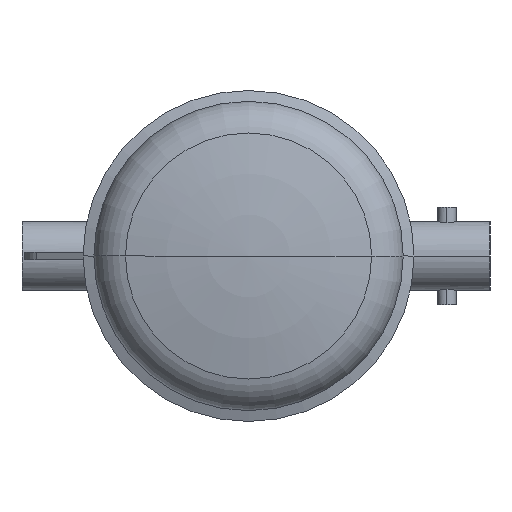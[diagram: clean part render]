
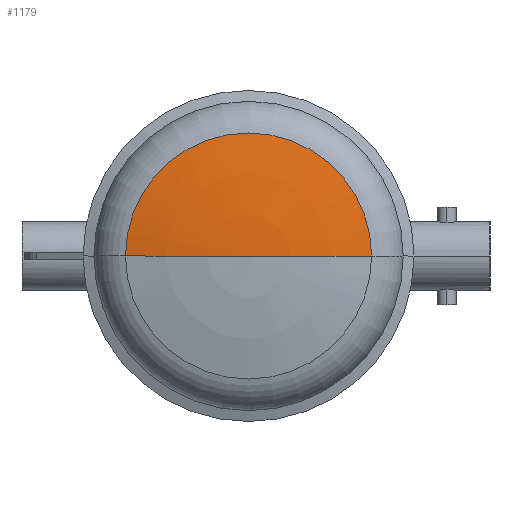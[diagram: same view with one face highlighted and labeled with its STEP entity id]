
A CAD part, left-side view. The second image highlights one B-rep face of the part: STEP entity #1179.
In plain terms, the highlighted toroidal (fillet/blend) face has major radius 0 mm and minor radius 508 mm.
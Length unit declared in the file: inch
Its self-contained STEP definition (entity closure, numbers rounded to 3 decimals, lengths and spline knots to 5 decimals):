
#245 = DIRECTION ( 'NONE',  ( -1., 0., 0. ) ) ;
#420 = DIRECTION ( 'NONE',  ( 0., 0., 1. ) ) ;
#961 = ORIENTED_EDGE ( 'NONE', *, *, #1773, .F. ) ;
#1179 = ADVANCED_FACE ( 'NONE', ( #2428 ), #5615, .T. ) ;
#1467 = ORIENTED_EDGE ( 'NONE', *, *, #4781, .T. ) ;
#1471 = AXIS2_PLACEMENT_3D ( 'NONE', #5711, #4350, #3129 ) ;
#1487 = EDGE_CURVE ( 'NONE', #3023, #1515, #2286, .T. ) ;
#1515 = VERTEX_POINT ( 'NONE', #3809 ) ;
#1580 = DIRECTION ( 'NONE',  ( 0., -1., 0. ) ) ;
#1766 = DIRECTION ( 'NONE',  ( -1., 0., 0. ) ) ;
#1773 = EDGE_CURVE ( 'NONE', #3023, #3435, #4819, .T. ) ;
#2058 = CIRCLE ( 'NONE', #2175, 20. ) ;
#2175 = AXIS2_PLACEMENT_3D ( 'NONE', #3123, #420, #4027 ) ;
#2194 = CARTESIAN_POINT ( 'NONE',  ( 0.46073, -4.26806, 0. ) ) ;
#2208 = CARTESIAN_POINT ( 'NONE',  ( -0.00073, 0.00337, 0. ) ) ;
#2286 = CIRCLE ( 'NONE', #5263, 4.27144 ) ;
#2290 = DIRECTION ( 'NONE',  ( 0., -1., 0. ) ) ;
#2428 = FACE_OUTER_BOUND ( 'NONE', #3729, .T. ) ;
#3023 = VERTEX_POINT ( 'NONE', #2194 ) ;
#3123 = CARTESIAN_POINT ( 'NONE',  ( 19.99927, 0.00338, 0. ) ) ;
#3129 = DIRECTION ( 'NONE',  ( -1., 0., 0. ) ) ;
#3154 = AXIS2_PLACEMENT_3D ( 'NONE', #4749, #1766, #2290 ) ;
#3219 = CARTESIAN_POINT ( 'NONE',  ( 0.46073, 0.00337, 0. ) ) ;
#3435 = VERTEX_POINT ( 'NONE', #2208 ) ;
#3729 = EDGE_LOOP ( 'NONE', ( #5471, #1467, #961 ) ) ;
#3809 = CARTESIAN_POINT ( 'NONE',  ( 0.46073, 4.27481, 0. ) ) ;
#4027 = DIRECTION ( 'NONE',  ( 0., -1., 0. ) ) ;
#4350 = DIRECTION ( 'NONE',  ( 0., 0., -1. ) ) ;
#4749 = CARTESIAN_POINT ( 'NONE',  ( 19.99927, 0.00337, 0. ) ) ;
#4781 = EDGE_CURVE ( 'NONE', #1515, #3435, #2058, .T. ) ;
#4819 = CIRCLE ( 'NONE', #1471, 20. ) ;
#5263 = AXIS2_PLACEMENT_3D ( 'NONE', #3219, #245, #1580 ) ;
#5471 = ORIENTED_EDGE ( 'NONE', *, *, #1487, .T. ) ;
#5615 = TOROIDAL_SURFACE ( 'NONE', #3154, 0., 20. ) ;
#5711 = CARTESIAN_POINT ( 'NONE',  ( 19.99927, 0.00337, 0. ) ) ;
